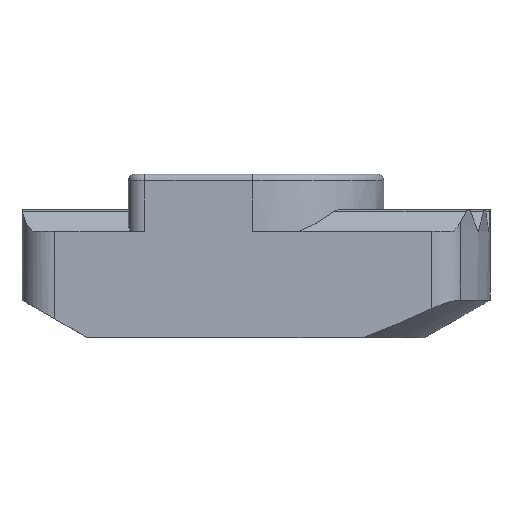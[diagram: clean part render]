
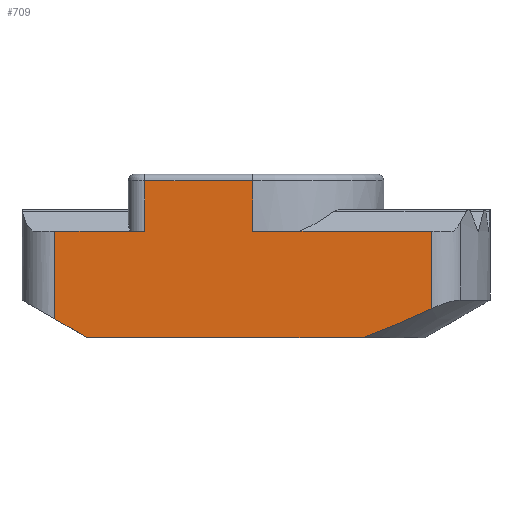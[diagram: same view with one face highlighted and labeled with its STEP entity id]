
A CAD part, front view. The second image highlights one B-rep face of the part: STEP entity #709.
In plain terms, the highlighted planar face has unit normal (0, -1, 0).
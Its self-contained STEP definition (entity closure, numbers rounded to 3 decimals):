
#36 = DIRECTION ( 'NONE',  ( 1., 0., 0. ) ) ;
#39 = ORIENTED_EDGE ( 'NONE', *, *, #789, .T. ) ;
#100 = VECTOR ( 'NONE', #817, 1000. ) ;
#101 = DIRECTION ( 'NONE',  ( -1., 0., 0. ) ) ;
#149 = EDGE_CURVE ( 'NONE', #1840, #1043, #347, .T. ) ;
#178 = VERTEX_POINT ( 'NONE', #359 ) ;
#186 = CARTESIAN_POINT ( 'NONE',  ( 5.926, -4., 3.25 ) ) ;
#191 = EDGE_CURVE ( 'NONE', #560, #178, #1468, .T. ) ;
#205 = DIRECTION ( 'NONE',  ( -1., 0., 0. ) ) ;
#207 = ORIENTED_EDGE ( 'NONE', *, *, #191, .T. ) ;
#236 = LINE ( 'NONE', #342, #1982 ) ;
#273 = VECTOR ( 'NONE', #1070, 1000. ) ;
#286 = CARTESIAN_POINT ( 'NONE',  ( 5.369, -4., 3.25 ) ) ;
#336 = DIRECTION ( 'NONE',  ( 0.866, 0., -0.5 ) ) ;
#342 = CARTESIAN_POINT ( 'NONE',  ( -3.4, -4., 5. ) ) ;
#347 = B_SPLINE_CURVE_WITH_KNOTS ( 'NONE', 3,
 ( #585, #673, #702, #563 ),
 .UNSPECIFIED., .F., .F.,
 ( 4, 4 ),
 ( 0., 0.002 ),
 .UNSPECIFIED. ) ;
#359 = CARTESIAN_POINT ( 'NONE',  ( -5.15, -4., 0. ) ) ;
#366 = EDGE_CURVE ( 'NONE', #1185, #560, #2119, .T. ) ;
#375 = ORIENTED_EDGE ( 'NONE', *, *, #2011, .T. ) ;
#385 = CARTESIAN_POINT ( 'NONE',  ( -7.15, -4., 1.155 ) ) ;
#433 = FACE_OUTER_BOUND ( 'NONE', #1032, .T. ) ;
#477 = VECTOR ( 'NONE', #829, 1000. ) ;
#479 = ORIENTED_EDGE ( 'NONE', *, *, #1085, .T. ) ;
#539 = CARTESIAN_POINT ( 'NONE',  ( -3.4, -4., 3.25 ) ) ;
#557 = VECTOR ( 'NONE', #336, 1000. ) ;
#560 = VERTEX_POINT ( 'NONE', #1921 ) ;
#563 = CARTESIAN_POINT ( 'NONE',  ( 5.369, -4., 0.892 ) ) ;
#584 = CARTESIAN_POINT ( 'NONE',  ( -3.4, -4., 4.8 ) ) ;
#585 = CARTESIAN_POINT ( 'NONE',  ( 3.244, -4., 0. ) ) ;
#587 = VERTEX_POINT ( 'NONE', #584 ) ;
#630 = LINE ( 'NONE', #1489, #100 ) ;
#673 = CARTESIAN_POINT ( 'NONE',  ( 3.967, -4., 0.263 ) ) ;
#702 = CARTESIAN_POINT ( 'NONE',  ( 4.671, -4., 0.569 ) ) ;
#709 = ADVANCED_FACE ( 'NONE', ( #433 ), #1641, .F. ) ;
#734 = CARTESIAN_POINT ( 'NONE',  ( -6.15, -4., 3.25 ) ) ;
#763 = VECTOR ( 'NONE', #1132, 1000. ) ;
#789 = EDGE_CURVE ( 'NONE', #1760, #587, #2110, .T. ) ;
#801 = VECTOR ( 'NONE', #205, 1000. ) ;
#817 = DIRECTION ( 'NONE',  ( 0., 0., -1. ) ) ;
#829 = DIRECTION ( 'NONE',  ( 0., 0., 1. ) ) ;
#904 = DIRECTION ( 'NONE',  ( 0., 1., 0. ) ) ;
#906 = VECTOR ( 'NONE', #101, 1000. ) ;
#915 = CARTESIAN_POINT ( 'NONE',  ( 5.926, -4., 4.8 ) ) ;
#923 = CARTESIAN_POINT ( 'NONE',  ( 5.926, -4., 0. ) ) ;
#928 = LINE ( 'NONE', #923, #1756 ) ;
#1011 = VERTEX_POINT ( 'NONE', #1842 ) ;
#1032 = EDGE_LOOP ( 'NONE', ( #1852, #39, #375, #479, #1714, #207, #1953, #1490, #1795, #2024 ) ) ;
#1043 = VERTEX_POINT ( 'NONE', #1877 ) ;
#1070 = DIRECTION ( 'NONE',  ( -1., 0., 0. ) ) ;
#1085 = EDGE_CURVE ( 'NONE', #2035, #1185, #1285, .T. ) ;
#1132 = DIRECTION ( 'NONE',  ( 0., 0., -1. ) ) ;
#1159 = CARTESIAN_POINT ( 'NONE',  ( -6.15, -4., 4. ) ) ;
#1185 = VERTEX_POINT ( 'NONE', #734 ) ;
#1200 = EDGE_CURVE ( 'NONE', #1043, #1864, #1475, .T. ) ;
#1285 = LINE ( 'NONE', #186, #273 ) ;
#1349 = EDGE_CURVE ( 'NONE', #178, #1840, #928, .T. ) ;
#1468 = LINE ( 'NONE', #385, #557 ) ;
#1475 = LINE ( 'NONE', #1983, #477 ) ;
#1479 = CARTESIAN_POINT ( 'NONE',  ( -0.1, -4., 4.8 ) ) ;
#1489 = CARTESIAN_POINT ( 'NONE',  ( -0.1, -4., 5. ) ) ;
#1490 = ORIENTED_EDGE ( 'NONE', *, *, #149, .T. ) ;
#1556 = DIRECTION ( 'NONE',  ( 0., 0., -1. ) ) ;
#1641 = PLANE ( 'NONE',  #1945 ) ;
#1714 = ORIENTED_EDGE ( 'NONE', *, *, #366, .T. ) ;
#1756 = VECTOR ( 'NONE', #36, 1000. ) ;
#1760 = VERTEX_POINT ( 'NONE', #1479 ) ;
#1788 = CARTESIAN_POINT ( 'NONE',  ( 5.926, -4., 4. ) ) ;
#1795 = ORIENTED_EDGE ( 'NONE', *, *, #1200, .T. ) ;
#1806 = CARTESIAN_POINT ( 'NONE',  ( 3.244, -4., 0. ) ) ;
#1825 = EDGE_CURVE ( 'NONE', #1760, #1011, #630, .T. ) ;
#1832 = LINE ( 'NONE', #2127, #906 ) ;
#1840 = VERTEX_POINT ( 'NONE', #1806 ) ;
#1842 = CARTESIAN_POINT ( 'NONE',  ( -0.1, -4., 3.25 ) ) ;
#1852 = ORIENTED_EDGE ( 'NONE', *, *, #1825, .F. ) ;
#1864 = VERTEX_POINT ( 'NONE', #286 ) ;
#1877 = CARTESIAN_POINT ( 'NONE',  ( 5.369, -4., 0.892 ) ) ;
#1921 = CARTESIAN_POINT ( 'NONE',  ( -6.15, -4., 0.577 ) ) ;
#1945 = AXIS2_PLACEMENT_3D ( 'NONE', #1788, #904, #2045 ) ;
#1953 = ORIENTED_EDGE ( 'NONE', *, *, #1349, .T. ) ;
#1982 = VECTOR ( 'NONE', #1556, 1000. ) ;
#1983 = CARTESIAN_POINT ( 'NONE',  ( 5.369, -4., 4. ) ) ;
#2011 = EDGE_CURVE ( 'NONE', #587, #2035, #236, .T. ) ;
#2024 = ORIENTED_EDGE ( 'NONE', *, *, #2111, .T. ) ;
#2035 = VERTEX_POINT ( 'NONE', #539 ) ;
#2045 = DIRECTION ( 'NONE',  ( -1., 0., 0. ) ) ;
#2110 = LINE ( 'NONE', #915, #801 ) ;
#2111 = EDGE_CURVE ( 'NONE', #1864, #1011, #1832, .T. ) ;
#2119 = LINE ( 'NONE', #1159, #763 ) ;
#2127 = CARTESIAN_POINT ( 'NONE',  ( 5.926, -4., 3.25 ) ) ;
